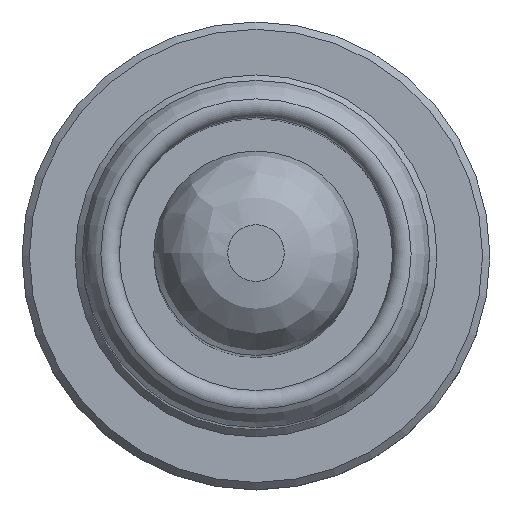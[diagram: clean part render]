
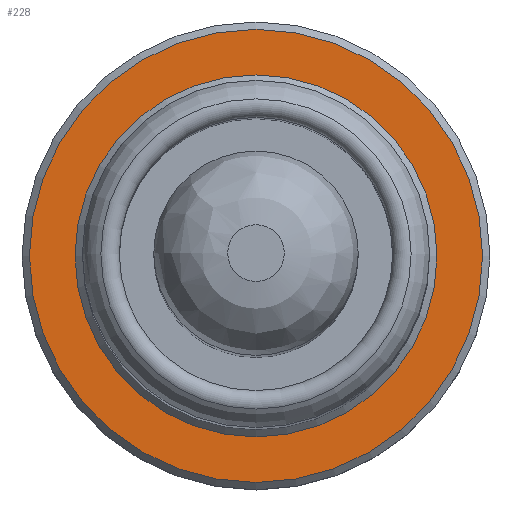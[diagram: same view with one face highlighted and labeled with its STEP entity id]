
A CAD part, top view. The second image highlights one B-rep face of the part: STEP entity #228.
In plain terms, the highlighted planar face has unit normal (0, 0, 1).
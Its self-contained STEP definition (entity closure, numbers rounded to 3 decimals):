
#18=FACE_BOUND('',#53,.T.);
#22=PLANE('',#264);
#35=FACE_OUTER_BOUND('',#52,.T.);
#52=EDGE_LOOP('',(#171));
#53=EDGE_LOOP('',(#172));
#89=CIRCLE('',#262,0.735);
#91=CIRCLE('',#265,0.92);
#111=VERTEX_POINT('',#393);
#113=VERTEX_POINT('',#399);
#132=EDGE_CURVE('',#111,#111,#89,.T.);
#135=EDGE_CURVE('',#113,#113,#91,.T.);
#171=ORIENTED_EDGE('',*,*,#135,.F.);
#172=ORIENTED_EDGE('',*,*,#132,.F.);
#228=ADVANCED_FACE('',(#35,#18),#22,.T.);
#262=AXIS2_PLACEMENT_3D('',#394,#311,#312);
#264=AXIS2_PLACEMENT_3D('',#398,#316,#317);
#265=AXIS2_PLACEMENT_3D('',#400,#318,#319);
#311=DIRECTION('center_axis',(0.,0.,1.));
#312=DIRECTION('ref_axis',(-1.,0.,0.));
#316=DIRECTION('center_axis',(0.,0.,1.));
#317=DIRECTION('ref_axis',(-1.,0.,0.));
#318=DIRECTION('center_axis',(0.,0.,-1.));
#319=DIRECTION('ref_axis',(-1.,0.,0.));
#393=CARTESIAN_POINT('',(0.735,0.,2.42));
#394=CARTESIAN_POINT('Origin',(0.,0.,2.42));
#398=CARTESIAN_POINT('Origin',(0.,0.,2.42));
#399=CARTESIAN_POINT('',(0.92,0.,2.42));
#400=CARTESIAN_POINT('Origin',(0.,0.,2.42));
